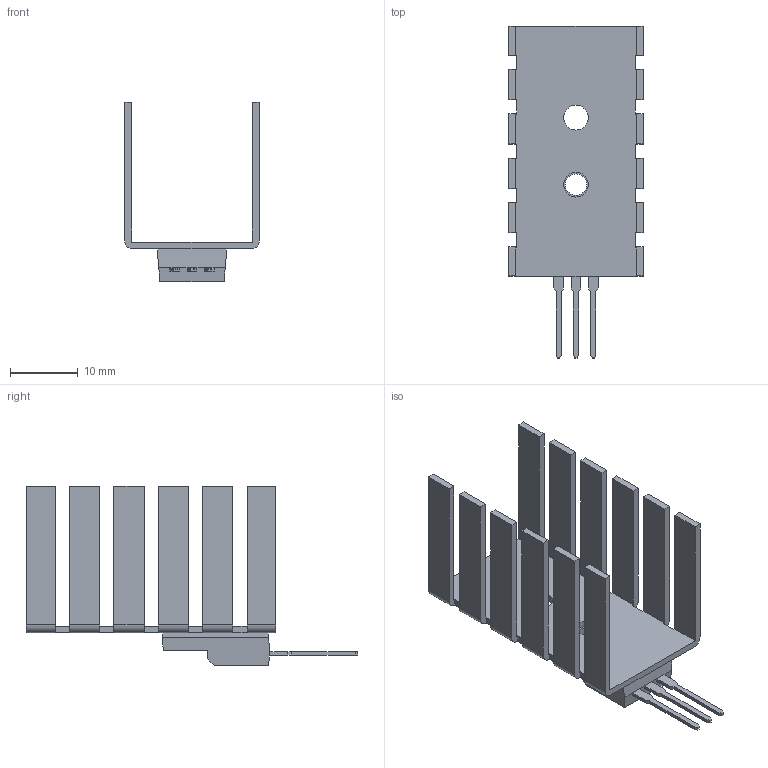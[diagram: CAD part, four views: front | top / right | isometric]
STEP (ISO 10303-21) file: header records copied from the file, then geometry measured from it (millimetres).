
FILE_DESCRIPTION(/* description */ (''),/* implementation_level */ '2;1');
FILE_NAME(/* name */ '504.step',/* time_stamp */ '2024-02-17T19:35:45+01:00',/* author */ (''),/* organization */ (''),/* preprocessor_version */ 'ST-DEVELOPER v20',/* originating_system */ 'Autodesk Translation Framework v12.14.0.127',/* authorisation */ '');
FILE_SCHEMA (('AUTOMOTIVE_DESIGN { 1 0 10303 214 3 1 1 }'));
Length unit declared in the file: millimetre
Products named in the file (3): (Unsaved); Component1; Component2
Assembly tree (2 placements, depth 3):
  (Unsaved)
    Component1
      Component2
Bounding box: 19.81 x 48.91 x 26.4 mm (x, y, z)
Volume: 2377.3 mm3; surface area: 4803 mm2
Topology: 2 solids, 2 shells, 131 faces, 353 edges, 226 vertices
Faces by surface type: plane 116, cylinder 15
Full cylindrical faces by diameter (mm): 3.18 x1, 3.66 x2
Entity records: 4113 total; most frequent: CARTESIAN_POINT 715, ORIENTED_EDGE 706, DIRECTION 655, EDGE_CURVE 353, LINE 323, VECTOR 323, VERTEX_POINT 226, AXIS2_PLACEMENT_3D 166
